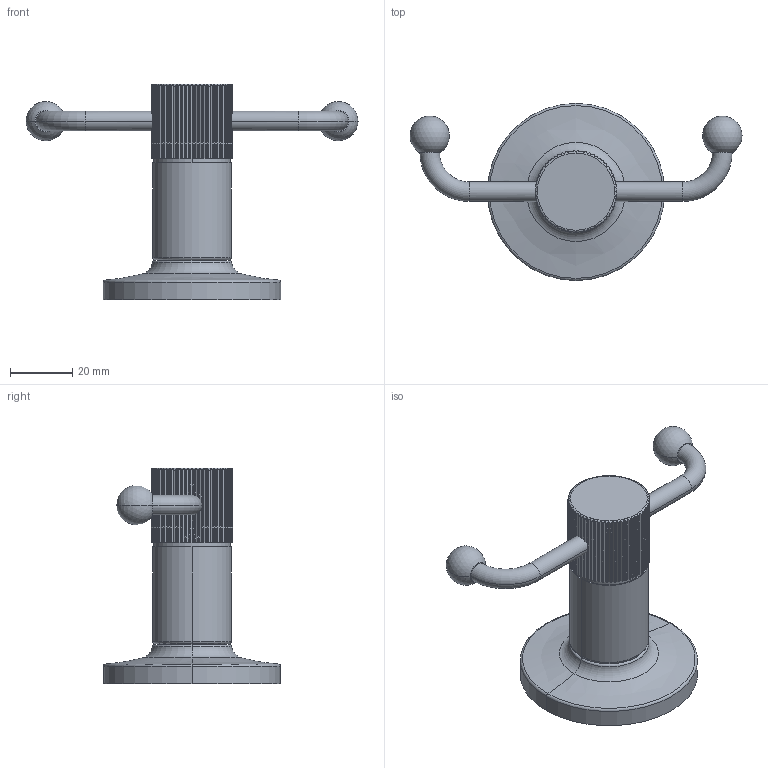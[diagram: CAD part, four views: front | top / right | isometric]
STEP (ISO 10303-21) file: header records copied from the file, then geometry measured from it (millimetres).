
FILE_DESCRIPTION((''),'2;1');
FILE_NAME('3230-1660','2022-07-05T09:30:42',('rsmith'),(''),'CREO PARAMETRIC BY PTC INC, 2019352','CREO PARAMETRIC BY PTC INC, 2019352','');
FILE_SCHEMA(('CONFIG_CONTROL_DESIGN'));
Length unit declared in the file: inch
Products named in the file (1): 3230-1660
Bounding box: 107.08 x 57.15 x 69.6 mm (x, y, z)
Volume: 55788.7 mm3; surface area: 14277.3 mm2
Topology: 1 solids, 1 shells, 260 faces, 746 edges, 490 vertices
Faces by surface type: plane 156, cylinder 84, torus 14, sphere 4, bspline 2
Entity records: 9180 total; most frequent: CARTESIAN_POINT 2562, ORIENTED_EDGE 1484, DIRECTION 1254, EDGE_CURVE 742, VERTEX_POINT 490, AXIS2_PLACEMENT_3D 446, VECTOR 362, LINE 362
